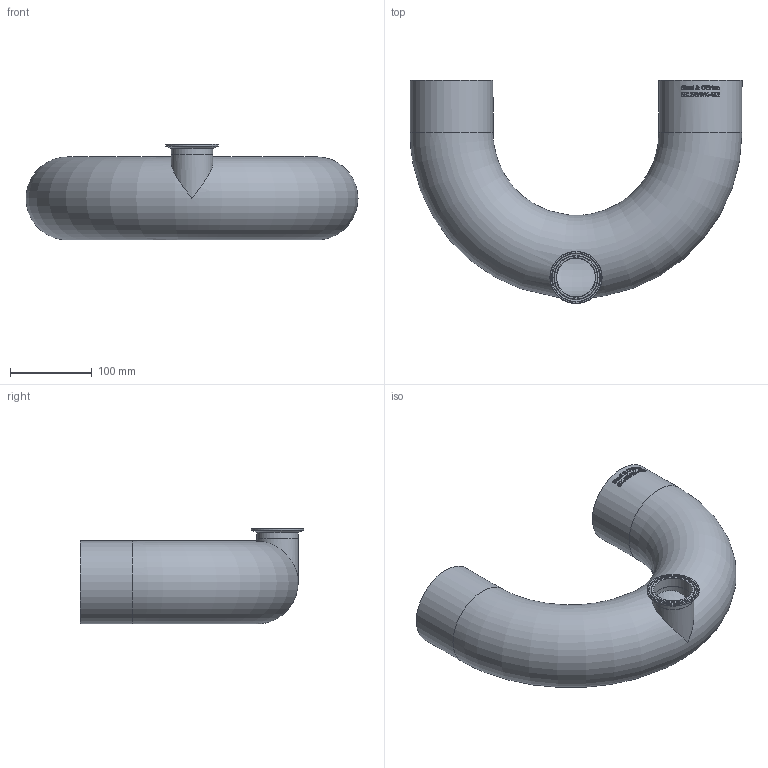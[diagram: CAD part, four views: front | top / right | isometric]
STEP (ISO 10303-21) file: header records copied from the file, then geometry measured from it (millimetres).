
FILE_DESCRIPTION(/* description */ (''),/* implementation_level */ '2;1');
FILE_NAME(/* name */ 'S2USWWK-4X2.stp',/* time_stamp */ '2018-11-26T14:38:17-05:00',/* author */ ('rick'),/* organization */ (''),/* preprocessor_version */ 'ST-DEVELOPER v15.2',/* originating_system */ 'Autodesk Inventor 2014',/* authorisation */ '');
FILE_SCHEMA (('AUTOMOTIVE_DESIGN { 1 0 10303 214 3 1 1 }'));
Length unit declared in the file: inch
Products named in the file (1): S2USWWK-4X2
Bounding box: 406.4 x 273.25 x 117.47 mm (x, y, z)
Volume: 405957.9 mm3; surface area: 387147.9 mm2
Topology: 1 solids, 1 shells, 419 faces, 1127 edges, 748 vertices
Faces by surface type: bspline 181, plane 181, cylinder 43, torus 11, cone 3
Full cylindrical faces by diameter (mm): 47.498 x2, 50.8 x2, 63.906 x1, 97.384 x2, 101.6 x2
Entity records: 16333 total; most frequent: CARTESIAN_POINT 6876, ORIENTED_EDGE 2194, DIRECTION 1469, EDGE_CURVE 1097, VERTEX_POINT 741, AXIS2_PLACEMENT_3D 497, EDGE_LOOP 484, LINE 475
